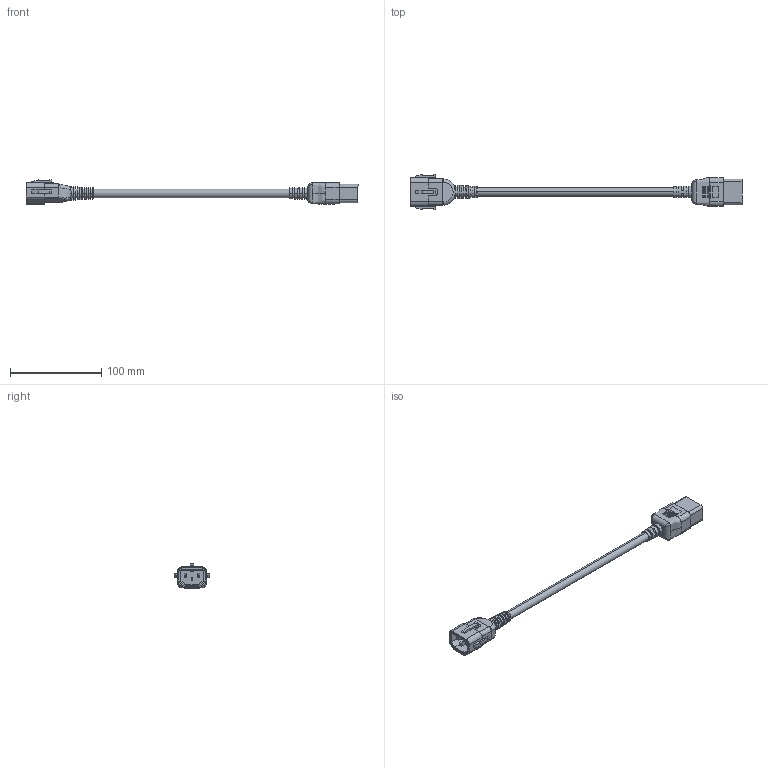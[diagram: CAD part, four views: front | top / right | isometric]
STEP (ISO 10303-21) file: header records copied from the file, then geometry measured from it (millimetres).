
FILE_DESCRIPTION (( 'STEP AP203' ), '1' );
FILE_NAME ('C14LC19-15_3D.STEP', '2022-09-22T14:53:54', ( '' ), ( '' ), 'SwSTEP 2.0', 'SolidWorks 2021', '' );
FILE_SCHEMA (( 'CONFIG_CONTROL_DESIGN' ));
Length unit declared in the file: inch
Products named in the file (4): C14LC19-15_3D; EN60320 C14 DUAL-LOCKING; EN60320-C19 PWR PLUG; SJT14AWG3X_CORDAGE
Assembly tree (3 placements, depth 2):
  C14LC19-15_3D
    EN60320 C14 DUAL-LOCKING
    EN60320-C19 PWR PLUG
    SJT14AWG3X_CORDAGE
Bounding box: 363.25 x 38.7 x 26.66 mm (x, y, z)
Volume: 74222.1 mm3; surface area: 30249.7 mm2
Topology: 3 solids, 3 shells, 417 faces, 1086 edges, 703 vertices
Faces by surface type: plane 228, cylinder 101, bspline 67, cone 10, torus 9, sphere 2
Entity records: 16408 total; most frequent: CARTESIAN_POINT 5984, ORIENTED_EDGE 2164, DIRECTION 2005, EDGE_CURVE 1082, VERTEX_POINT 703, AXIS2_PLACEMENT_3D 681, VECTOR 643, LINE 643
